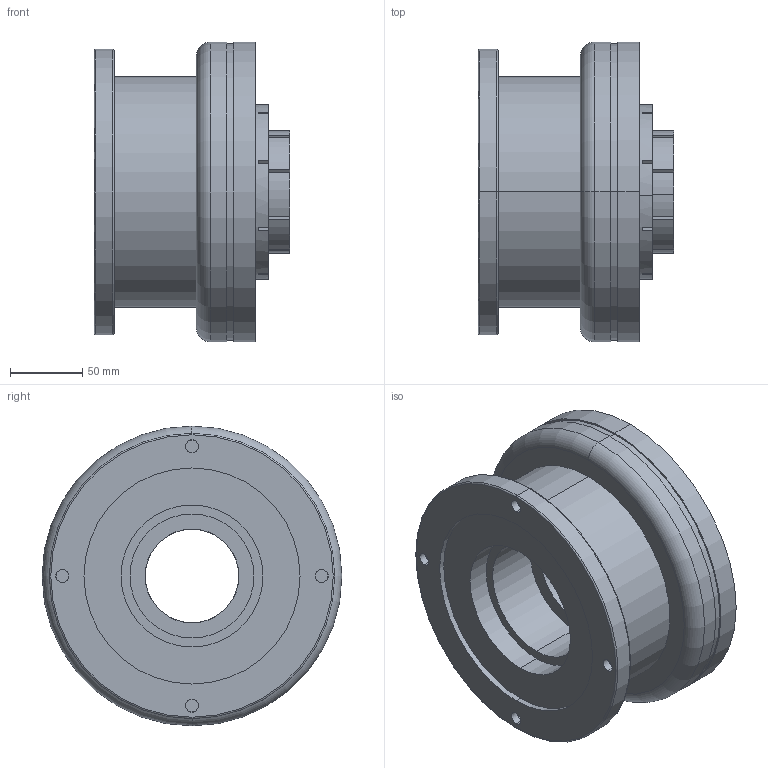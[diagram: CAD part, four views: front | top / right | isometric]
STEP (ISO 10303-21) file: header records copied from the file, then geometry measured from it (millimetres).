
FILE_DESCRIPTION (( 'STEP AP214' ), '1' );
FILE_NAME ('GD65+JD-65.STEP', '2023-11-10T03:58:12', ( '' ), ( '' ), 'SwSTEP 2.0', 'SolidWorks 2023', '' );
FILE_SCHEMA (( 'AUTOMOTIVE_DESIGN' ));
Length unit declared in the file: millimetre
Products named in the file (3): GD65+JD-65; JD-65 内撑; GD-65
Assembly tree (2 placements, depth 2):
  GD65+JD-65
    GD-65
    JD-65 内撑
Bounding box: 136 x 208 x 208 mm (x, y, z)
Volume: 2358114.1 mm3; surface area: 223826 mm2
Topology: 2 solids, 2 shells, 355 faces, 915 edges, 568 vertices
Faces by surface type: cylinder 179, plane 120, cone 50, torus 6
Entity records: 11171 total; most frequent: DIRECTION 2025, CARTESIAN_POINT 1795, ORIENTED_EDGE 1734, EDGE_CURVE 867, AXIS2_PLACEMENT_3D 798, VERTEX_POINT 568, EDGE_LOOP 451, CIRCLE 438
